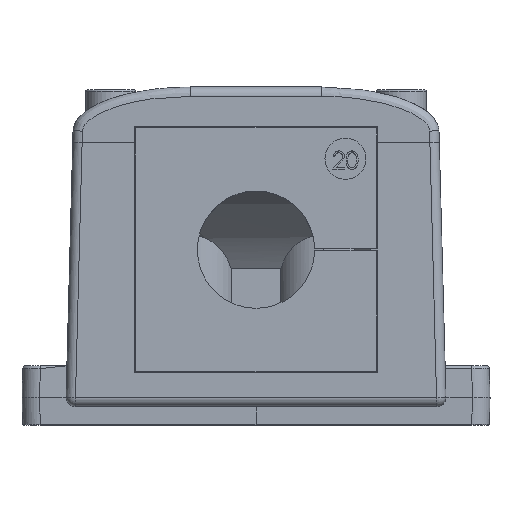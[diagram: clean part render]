
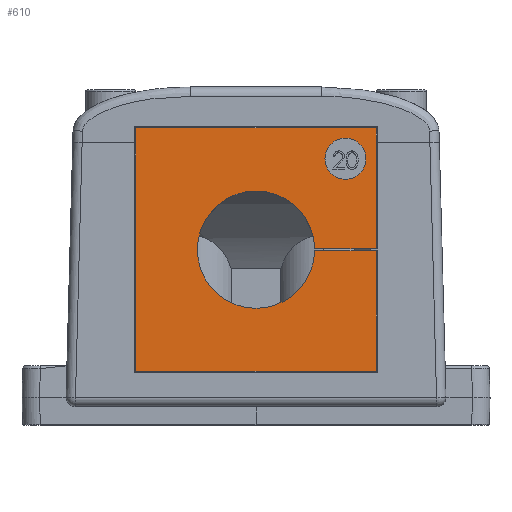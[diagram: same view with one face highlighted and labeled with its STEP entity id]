
A CAD part, top view. The second image highlights one B-rep face of the part: STEP entity #610.
In plain terms, the highlighted planar face has unit normal (0, 0, 1).
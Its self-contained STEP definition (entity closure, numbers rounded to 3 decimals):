
#610=ADVANCED_FACE('NONE',(#1692,#1693),#1694,.F.);
#1692=FACE_OUTER_BOUND('',#7021,.T.);
#1693=FACE_BOUND('',#7022,.T.);
#1694=PLANE('',#7023);
#7021=EDGE_LOOP('',(#11334,#11335,#11336,#11337,#11338,#11339,#11340,#11341,#11342,#11343));
#7022=EDGE_LOOP('',(#11344,#11345));
#7023=AXIS2_PLACEMENT_3D('',#11346,#11347,#11348);
#11334=ORIENTED_EDGE('',*,*,#12855,.T.);
#11335=ORIENTED_EDGE('',*,*,#12856,.T.);
#11336=ORIENTED_EDGE('',*,*,#12857,.T.);
#11337=ORIENTED_EDGE('',*,*,#12858,.T.);
#11338=ORIENTED_EDGE('',*,*,#12859,.T.);
#11339=ORIENTED_EDGE('',*,*,#12860,.T.);
#11340=ORIENTED_EDGE('',*,*,#12861,.F.);
#11341=ORIENTED_EDGE('',*,*,#12701,.F.);
#11342=ORIENTED_EDGE('',*,*,#12705,.F.);
#11343=ORIENTED_EDGE('',*,*,#12862,.F.);
#11344=ORIENTED_EDGE('',*,*,#12863,.F.);
#11345=ORIENTED_EDGE('',*,*,#12697,.F.);
#11346=CARTESIAN_POINT('',(20.75,8.75,2.25));
#11347=DIRECTION('',(0.0,0.,-1.0));
#11348=DIRECTION('',(1.0,0.0,0.0));
#12697=EDGE_CURVE('NONE',#14605,#14607,#14608,.T.);
#12701=EDGE_CURVE('NONE',#14613,#14615,#14616,.T.);
#12705=EDGE_CURVE('NONE',#14620,#14613,#14622,.T.);
#12855=EDGE_CURVE('NONE',#14879,#14880,#14881,.T.);
#12856=EDGE_CURVE('NONE',#14880,#14882,#14883,.T.);
#12857=EDGE_CURVE('NONE',#14882,#14884,#14885,.T.);
#12858=EDGE_CURVE('NONE',#14884,#14886,#14887,.T.);
#12859=EDGE_CURVE('NONE',#14886,#14888,#14889,.T.);
#12860=EDGE_CURVE('NONE',#14888,#14890,#14891,.T.);
#12861=EDGE_CURVE('NONE',#14615,#14890,#14892,.T.);
#12862=EDGE_CURVE('NONE',#14879,#14620,#14893,.T.);
#12863=EDGE_CURVE('NONE',#14607,#14605,#14894,.T.);
#14605=VERTEX_POINT('NONE',#19889);
#14607=VERTEX_POINT('NONE',#19892);
#14608=CIRCLE('',#19893,3.5);
#14613=VERTEX_POINT('NONE',#19899);
#14615=VERTEX_POINT('NONE',#19902);
#14616=CIRCLE('',#19903,10.0);
#14620=VERTEX_POINT('NONE',#19908);
#14622=CIRCLE('',#19911,10.0);
#14879=VERTEX_POINT('NONE',#20509);
#14880=VERTEX_POINT('NONE',#20510);
#14881=LINE('',#20511,#20512);
#14882=VERTEX_POINT('NONE',#20513);
#14883=LINE('',#20514,#20515);
#14884=VERTEX_POINT('NONE',#20516);
#14885=LINE('',#20517,#20518);
#14886=VERTEX_POINT('NONE',#20519);
#14887=LINE('',#20520,#20521);
#14888=VERTEX_POINT('NONE',#20522);
#14889=LINE('',#20523,#20524);
#14890=VERTEX_POINT('NONE',#20525);
#14891=LINE('',#20526,#20527);
#14892=LINE('',#20528,#20529);
#14893=CIRCLE('',#20530,10.0);
#14894=CIRCLE('',#20531,3.5);
#19889=CARTESIAN_POINT('',(15.25,41.75,2.25));
#19892=CARTESIAN_POINT('',(15.25,48.75,2.25));
#19893=AXIS2_PLACEMENT_3D('',#22619,#22620,#22621);
#19899=CARTESIAN_POINT('',(0.,19.75,2.25));
#19902=CARTESIAN_POINT('',(9.999,29.6,2.25));
#19903=AXIS2_PLACEMENT_3D('',#22627,#22628,#22629);
#19908=CARTESIAN_POINT('',(0.,39.75,2.25));
#19911=AXIS2_PLACEMENT_3D('',#22635,#22636,#22637);
#20509=CARTESIAN_POINT('',(9.999,29.9,2.25));
#20510=CARTESIAN_POINT('',(20.5,29.9,2.25));
#20511=CARTESIAN_POINT('',(20.75,29.9,2.25));
#20512=VECTOR('',#22781,1000.0);
#20513=CARTESIAN_POINT('',(20.5,50.5,2.25));
#20514=CARTESIAN_POINT('',(20.5,8.75,2.25));
#20515=VECTOR('',#22782,1000.0);
#20516=CARTESIAN_POINT('',(-20.5,50.5,2.25));
#20517=CARTESIAN_POINT('',(20.75,50.5,2.25));
#20518=VECTOR('',#22783,1000.0);
#20519=CARTESIAN_POINT('',(-20.5,9.,2.25));
#20520=CARTESIAN_POINT('',(-20.5,8.75,2.25));
#20521=VECTOR('',#22784,1000.0);
#20522=CARTESIAN_POINT('',(20.5,9.,2.25));
#20523=CARTESIAN_POINT('',(20.75,9.,2.25));
#20524=VECTOR('',#22785,1000.0);
#20525=CARTESIAN_POINT('',(20.5,29.6,2.25));
#20526=CARTESIAN_POINT('',(20.5,8.75,2.25));
#20527=VECTOR('',#22786,1000.0);
#20528=CARTESIAN_POINT('',(20.75,29.6,2.25));
#20529=VECTOR('',#22787,1000.0);
#20530=AXIS2_PLACEMENT_3D('',#22788,#22789,#22790);
#20531=AXIS2_PLACEMENT_3D('',#22791,#22792,#22793);
#22619=CARTESIAN_POINT('',(15.25,45.25,2.25));
#22620=DIRECTION('',(0.0,0.,1.0));
#22621=DIRECTION('',(0.0,1.0,0.));
#22627=CARTESIAN_POINT('',(0.,29.75,2.25));
#22628=DIRECTION('',(0.0,0.,1.0));
#22629=DIRECTION('',(0.0,1.0,0.));
#22635=CARTESIAN_POINT('',(0.,29.75,2.25));
#22636=DIRECTION('',(0.0,0.,1.0));
#22637=DIRECTION('',(0.0,1.0,0.));
#22781=DIRECTION('',(1.0,0.0,0.0));
#22782=DIRECTION('',(0.0,1.0,0.));
#22783=DIRECTION('',(-1.0,0.0,0.0));
#22784=DIRECTION('',(0.0,-1.0,0.));
#22785=DIRECTION('',(1.0,0.0,0.0));
#22786=DIRECTION('',(0.0,1.0,0.));
#22787=DIRECTION('',(1.0,0.0,0.0));
#22788=CARTESIAN_POINT('',(0.,29.75,2.25));
#22789=DIRECTION('',(0.0,0.,1.0));
#22790=DIRECTION('',(0.0,1.0,0.));
#22791=CARTESIAN_POINT('',(15.25,45.25,2.25));
#22792=DIRECTION('',(0.0,0.,1.0));
#22793=DIRECTION('',(0.0,1.0,0.));
